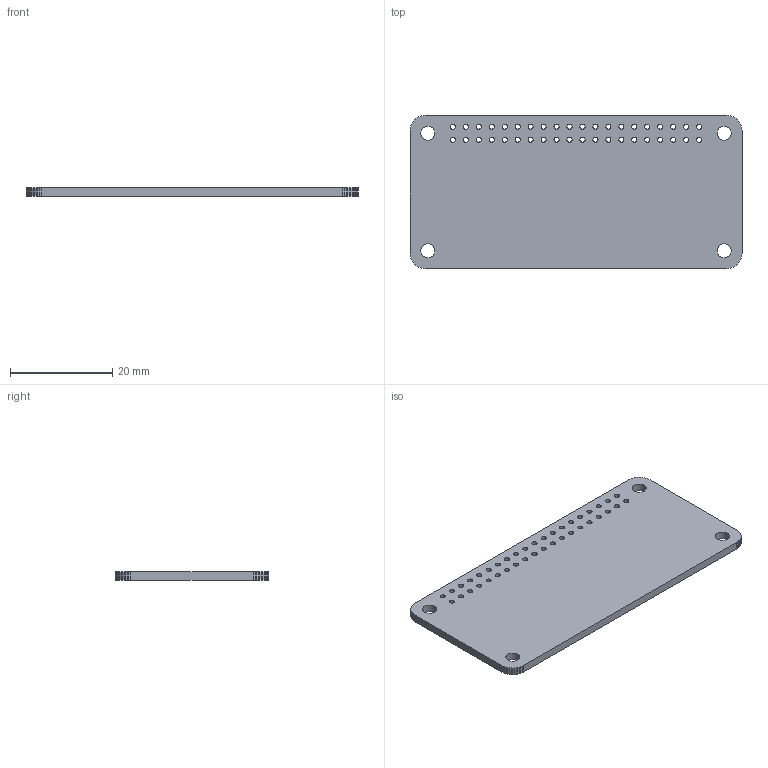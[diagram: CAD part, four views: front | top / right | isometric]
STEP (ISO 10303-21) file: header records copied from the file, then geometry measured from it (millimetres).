
FILE_DESCRIPTION(('KiCad electronic assembly'),'2;1');
FILE_NAME('RPi_Zero_pHat_Template.step','2024-01-24T17:06:36',('Pcbnew') ,('Kicad'),'Open CASCADE STEP processor 7.6','KiCad to STEP converter' ,'Unknown');
FILE_SCHEMA(('AUTOMOTIVE_DESIGN { 1 0 10303 214 1 1 1 1 }'));
Length unit declared in the file: millimetre
Products named in the file (2): RPi_Zero_pHat_Template 1; RPi_Zero_pHat_Template PCB
Assembly tree (1 placements, depth 2):
  RPi_Zero_pHat_Template 1
    RPi_Zero_pHat_Template PCB
Bounding box: 65 x 30 x 1.6 mm (x, y, z)
Volume: 3019.3 mm3; surface area: 4326.2 mm2
Topology: 1 solids, 1 shells, 106 faces, 312 edges, 208 vertices
Faces by surface type: plane 62, cylinder 44
Full cylindrical faces by diameter (mm): 1 x40, 2.75 x4
Entity records: 8087 total; most frequent: CARTESIAN_POINT 1780, DIRECTION 1152, LINE 760, VECTOR 760, ORIENTED_EDGE 624, PCURVE 624, DEFINITIONAL_REPRESENTATION 624, EDGE_CURVE 312
